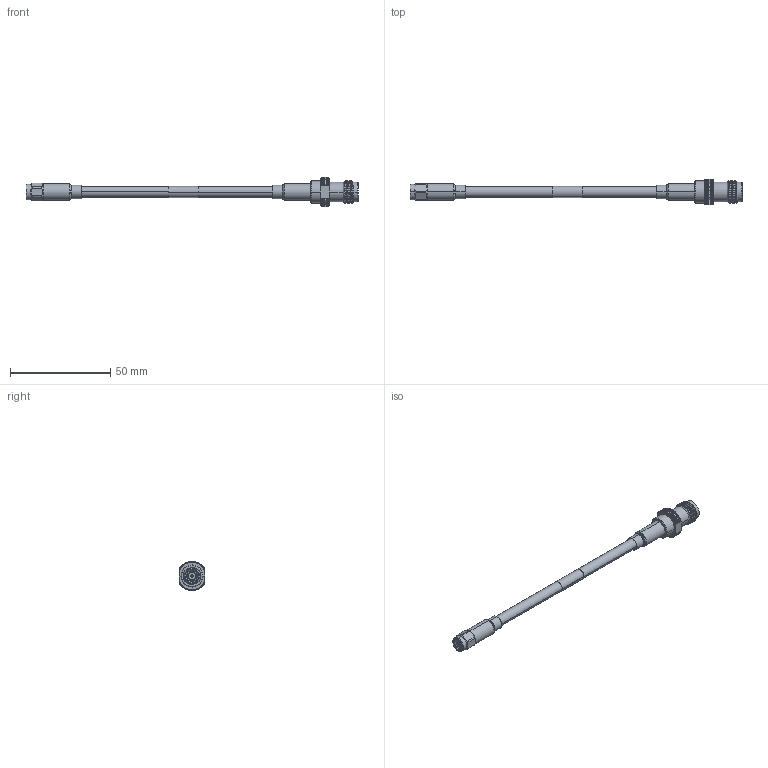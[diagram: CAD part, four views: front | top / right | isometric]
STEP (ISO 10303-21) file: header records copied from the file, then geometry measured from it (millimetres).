
FILE_DESCRIPTION (( 'STEP AP203' ), '1' );
FILE_NAME ('FMCA2731.STEP', '2022-03-09T18:07:58', ( '' ), ( '' ), 'SwSTEP 2.0', 'SolidWorks 2021', '' );
FILE_SCHEMA (( 'CONFIG_CONTROL_DESIGN' ));
Length unit declared in the file: millimetre
Products named in the file (8): FMCA2731; SC7050-MA1; RG223_with label; SC7059-MA2; CA-240-MA1_.75" Long; SC7050-MA3_SC7050 -RG223; SC7050_SC7050 -RG223; FMCN1752_WITH FERRULE
Assembly tree (8 placements, depth 3):
  FMCA2731
    RG223_with label
    FMCN1752_WITH FERRULE
    SC7050_SC7050 -RG223
      SC7050-MA1
      SC7059-MA2
      SC7050-MA3_SC7050 -RG223
    CA-240-MA1_.75" Long  x2
Bounding box: 165.58 x 12.7 x 14.47 mm (x, y, z)
Volume: 5764.9 mm3; surface area: 7991.7 mm2
Topology: 9 solids, 9 shells, 496 faces, 1101 edges, 640 vertices
Faces by surface type: plane 165, cone 164, cylinder 146, torus 18, bspline 3
Entity records: 15796 total; most frequent: CARTESIAN_POINT 4746, DIRECTION 2169, ORIENTED_EDGE 2114, EDGE_CURVE 1057, AXIS2_PLACEMENT_3D 913, VERTEX_POINT 616, EDGE_LOOP 503, ADVANCED_FACE 474
